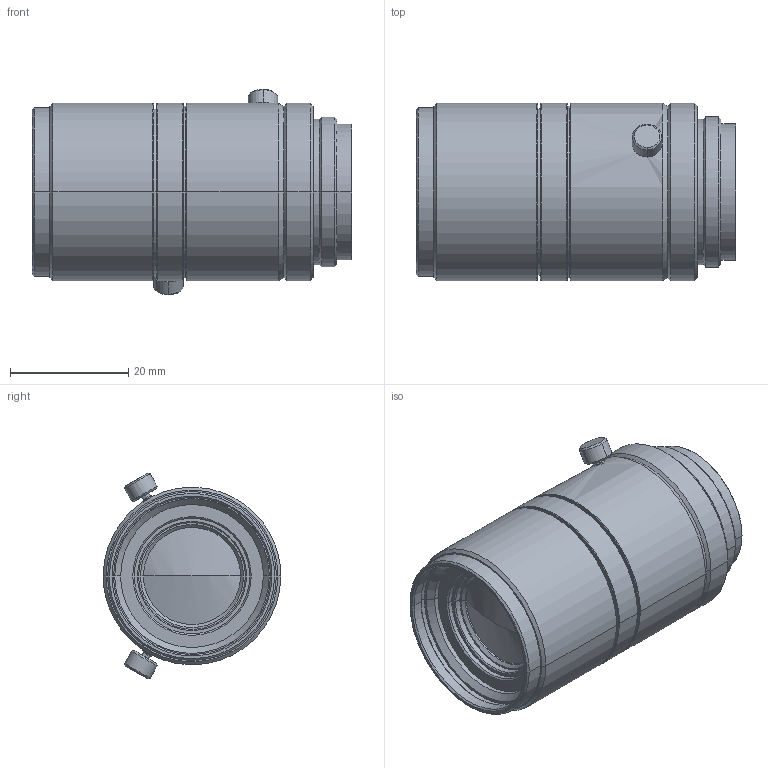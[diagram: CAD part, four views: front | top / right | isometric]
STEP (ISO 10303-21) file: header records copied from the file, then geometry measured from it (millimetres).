
FILE_DESCRIPTION ((), '1');
FILE_NAME ('O-C2-S-16-14.stp', '2016-05-25T17:02:50', ('Unknown'), ('Unknown'), 'HarmonyWare STEP v1.7.11', 'HarmonyWare Translators', '');
FILE_SCHEMA (('CONFIG_CONTROL_DESIGN'));
Length unit declared in the file: millimetre
Products named in the file (1): O-C2-S-16-14
Bounding box: 54 x 30 x 34.76 mm (x, y, z)
Volume: 33132.4 mm3; surface area: 7308.4 mm2
Topology: 1 solids, 1 shells, 124 faces, 246 edges, 142 vertices
Faces by surface type: bspline 124
Entity records: 4711 total; most frequent: CARTESIAN_POINT 3198, ORIENTED_EDGE 492, EDGE_CURVE 246, VERTEX_POINT 142, EDGE_LOOP 142, FACE_OUTER_BOUND 124, ADVANCED_FACE 124, B_SPLINE_CURVE_WITH_KNOTS 106
